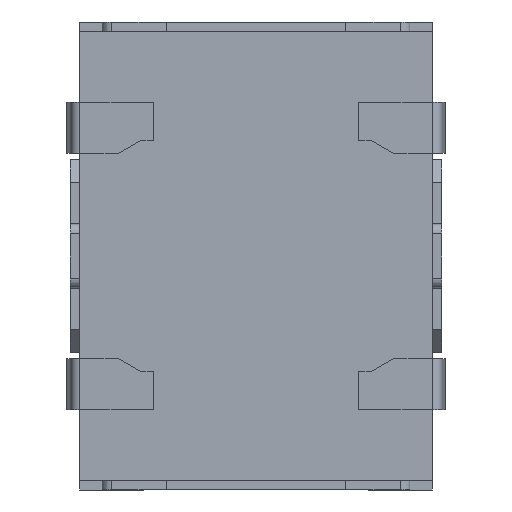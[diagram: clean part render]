
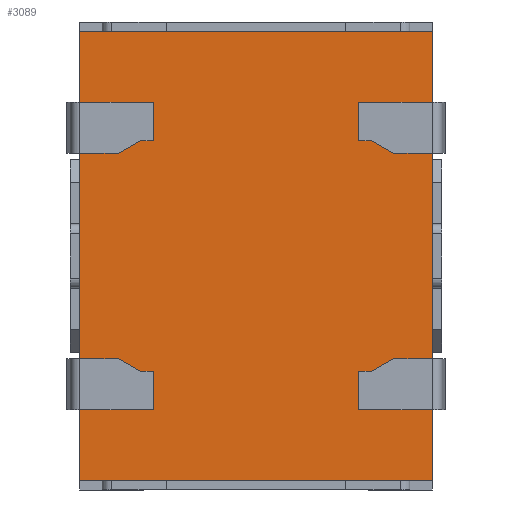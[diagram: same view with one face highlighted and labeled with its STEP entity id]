
A CAD part, front view. The second image highlights one B-rep face of the part: STEP entity #3089.
In plain terms, the highlighted planar face has unit normal (0, -1, 0).
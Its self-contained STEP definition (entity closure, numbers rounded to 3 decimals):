
#41=LINE('',#4434,#445);
#48=LINE('',#4448,#452);
#51=LINE('',#4454,#455);
#55=LINE('',#4462,#459);
#59=LINE('',#4469,#463);
#66=LINE('',#4483,#470);
#70=LINE('',#4490,#474);
#77=LINE('',#4502,#481);
#81=LINE('',#4511,#485);
#82=LINE('',#4512,#486);
#83=LINE('',#4514,#487);
#84=LINE('',#4516,#488);
#85=LINE('',#4518,#489);
#86=LINE('',#4520,#490);
#87=LINE('',#4521,#491);
#88=LINE('',#4523,#492);
#89=LINE('',#4525,#493);
#90=LINE('',#4527,#494);
#91=LINE('',#4529,#495);
#92=LINE('',#4530,#496);
#93=LINE('',#4532,#497);
#94=LINE('',#4534,#498);
#95=LINE('',#4536,#499);
#96=LINE('',#4538,#500);
#97=LINE('',#4539,#501);
#98=LINE('',#4541,#502);
#99=LINE('',#4543,#503);
#100=LINE('',#4544,#504);
#445=VECTOR('',#3555,1000.);
#452=VECTOR('',#3564,1000.);
#455=VECTOR('',#3569,1000.);
#459=VECTOR('',#3573,1000.);
#463=VECTOR('',#3577,1000.);
#470=VECTOR('',#3586,1000.);
#474=VECTOR('',#3590,1000.);
#481=VECTOR('',#3597,1000.);
#485=VECTOR('',#3603,1000.);
#486=VECTOR('',#3604,1000.);
#487=VECTOR('',#3605,1000.);
#488=VECTOR('',#3606,1000.);
#489=VECTOR('',#3607,1000.);
#490=VECTOR('',#3608,1000.);
#491=VECTOR('',#3609,1000.);
#492=VECTOR('',#3610,1000.);
#493=VECTOR('',#3611,1000.);
#494=VECTOR('',#3612,1000.);
#495=VECTOR('',#3613,1000.);
#496=VECTOR('',#3614,1000.);
#497=VECTOR('',#3615,1000.);
#498=VECTOR('',#3616,1000.);
#499=VECTOR('',#3617,1000.);
#500=VECTOR('',#3618,1000.);
#501=VECTOR('',#3619,1000.);
#502=VECTOR('',#3620,1000.);
#503=VECTOR('',#3621,1000.);
#504=VECTOR('',#3622,1000.);
#842=PLANE('',#3307);
#1021=FACE_OUTER_BOUND('',#1213,.T.);
#1213=EDGE_LOOP('',(#2234,#2235,#2236,#2237,#2238,#2239,#2240,#2241,#2242,
#2243,#2244,#2245,#2246,#2247,#2248,#2249,#2250,#2251,#2252,#2253,#2254,
#2255,#2256,#2257,#2258,#2259,#2260,#2261));
#1460=VERTEX_POINT('',#4431);
#1461=VERTEX_POINT('',#4433);
#1466=VERTEX_POINT('',#4445);
#1467=VERTEX_POINT('',#4447);
#1469=VERTEX_POINT('',#4453);
#1472=VERTEX_POINT('',#4459);
#1473=VERTEX_POINT('',#4461);
#1476=VERTEX_POINT('',#4467);
#1481=VERTEX_POINT('',#4481);
#1482=VERTEX_POINT('',#4482);
#1485=VERTEX_POINT('',#4488);
#1490=VERTEX_POINT('',#4501);
#1493=VERTEX_POINT('',#4509);
#1494=VERTEX_POINT('',#4510);
#1495=VERTEX_POINT('',#4513);
#1496=VERTEX_POINT('',#4515);
#1497=VERTEX_POINT('',#4517);
#1498=VERTEX_POINT('',#4519);
#1499=VERTEX_POINT('',#4522);
#1500=VERTEX_POINT('',#4524);
#1501=VERTEX_POINT('',#4526);
#1502=VERTEX_POINT('',#4528);
#1503=VERTEX_POINT('',#4531);
#1504=VERTEX_POINT('',#4533);
#1505=VERTEX_POINT('',#4535);
#1506=VERTEX_POINT('',#4537);
#1507=VERTEX_POINT('',#4540);
#1508=VERTEX_POINT('',#4542);
#1739=EDGE_CURVE('',#1460,#1461,#41,.T.);
#1746=EDGE_CURVE('',#1466,#1467,#48,.T.);
#1749=EDGE_CURVE('',#1461,#1469,#51,.T.);
#1753=EDGE_CURVE('',#1472,#1473,#55,.T.);
#1757=EDGE_CURVE('',#1476,#1466,#59,.T.);
#1764=EDGE_CURVE('',#1481,#1482,#66,.T.);
#1768=EDGE_CURVE('',#1485,#1460,#70,.T.);
#1775=EDGE_CURVE('',#1467,#1490,#77,.T.);
#1779=EDGE_CURVE('',#1493,#1494,#81,.T.);
#1780=EDGE_CURVE('',#1493,#1469,#82,.T.);
#1781=EDGE_CURVE('',#1495,#1485,#83,.T.);
#1782=EDGE_CURVE('',#1496,#1495,#84,.T.);
#1783=EDGE_CURVE('',#1497,#1496,#85,.T.);
#1784=EDGE_CURVE('',#1498,#1497,#86,.T.);
#1785=EDGE_CURVE('',#1498,#1482,#87,.T.);
#1786=EDGE_CURVE('',#1499,#1481,#88,.T.);
#1787=EDGE_CURVE('',#1500,#1499,#89,.T.);
#1788=EDGE_CURVE('',#1501,#1500,#90,.T.);
#1789=EDGE_CURVE('',#1502,#1501,#91,.T.);
#1790=EDGE_CURVE('',#1502,#1490,#92,.T.);
#1791=EDGE_CURVE('',#1503,#1476,#93,.T.);
#1792=EDGE_CURVE('',#1504,#1503,#94,.T.);
#1793=EDGE_CURVE('',#1505,#1504,#95,.T.);
#1794=EDGE_CURVE('',#1506,#1505,#96,.T.);
#1795=EDGE_CURVE('',#1506,#1473,#97,.T.);
#1796=EDGE_CURVE('',#1507,#1472,#98,.T.);
#1797=EDGE_CURVE('',#1508,#1507,#99,.T.);
#1798=EDGE_CURVE('',#1494,#1508,#100,.T.);
#2234=ORIENTED_EDGE('',*,*,#1779,.F.);
#2235=ORIENTED_EDGE('',*,*,#1780,.T.);
#2236=ORIENTED_EDGE('',*,*,#1749,.F.);
#2237=ORIENTED_EDGE('',*,*,#1739,.F.);
#2238=ORIENTED_EDGE('',*,*,#1768,.F.);
#2239=ORIENTED_EDGE('',*,*,#1781,.F.);
#2240=ORIENTED_EDGE('',*,*,#1782,.F.);
#2241=ORIENTED_EDGE('',*,*,#1783,.F.);
#2242=ORIENTED_EDGE('',*,*,#1784,.F.);
#2243=ORIENTED_EDGE('',*,*,#1785,.T.);
#2244=ORIENTED_EDGE('',*,*,#1764,.F.);
#2245=ORIENTED_EDGE('',*,*,#1786,.F.);
#2246=ORIENTED_EDGE('',*,*,#1787,.F.);
#2247=ORIENTED_EDGE('',*,*,#1788,.F.);
#2248=ORIENTED_EDGE('',*,*,#1789,.F.);
#2249=ORIENTED_EDGE('',*,*,#1790,.T.);
#2250=ORIENTED_EDGE('',*,*,#1775,.F.);
#2251=ORIENTED_EDGE('',*,*,#1746,.F.);
#2252=ORIENTED_EDGE('',*,*,#1757,.F.);
#2253=ORIENTED_EDGE('',*,*,#1791,.F.);
#2254=ORIENTED_EDGE('',*,*,#1792,.F.);
#2255=ORIENTED_EDGE('',*,*,#1793,.F.);
#2256=ORIENTED_EDGE('',*,*,#1794,.F.);
#2257=ORIENTED_EDGE('',*,*,#1795,.T.);
#2258=ORIENTED_EDGE('',*,*,#1753,.F.);
#2259=ORIENTED_EDGE('',*,*,#1796,.F.);
#2260=ORIENTED_EDGE('',*,*,#1797,.F.);
#2261=ORIENTED_EDGE('',*,*,#1798,.F.);
#3089=ADVANCED_FACE('',(#1021),#842,.F.);
#3307=AXIS2_PLACEMENT_3D('',#4508,#3601,#3602);
#3555=DIRECTION('',(-1.,0.,0.));
#3564=DIRECTION('',(1.,0.,0.));
#3569=DIRECTION('',(0.,0.,1.));
#3573=DIRECTION('',(0.,0.,1.));
#3577=DIRECTION('',(0.,0.,1.));
#3586=DIRECTION('',(0.,0.,-1.));
#3590=DIRECTION('',(0.,0.,-1.));
#3597=DIRECTION('',(0.,0.,-1.));
#3601=DIRECTION('center_axis',(0.,1.,0.));
#3602=DIRECTION('ref_axis',(0.,0.,1.));
#3603=DIRECTION('',(0.,0.,1.));
#3604=DIRECTION('',(-1.,0.,0.));
#3605=DIRECTION('',(1.,0.,0.));
#3606=DIRECTION('',(0.,0.,-1.));
#3607=DIRECTION('',(-1.,0.,0.));
#3608=DIRECTION('',(-0.868,0.,-0.496));
#3609=DIRECTION('',(1.,0.,0.));
#3610=DIRECTION('',(1.,0.,0.));
#3611=DIRECTION('',(0.868,0.,-0.496));
#3612=DIRECTION('',(1.,0.,0.));
#3613=DIRECTION('',(0.,0.,-1.));
#3614=DIRECTION('',(1.,0.,0.));
#3615=DIRECTION('',(-1.,0.,0.));
#3616=DIRECTION('',(0.,0.,1.));
#3617=DIRECTION('',(1.,0.,0.));
#3618=DIRECTION('',(0.868,0.,0.496));
#3619=DIRECTION('',(-1.,0.,0.));
#3620=DIRECTION('',(-1.,0.,0.));
#3621=DIRECTION('',(-0.868,0.,0.496));
#3622=DIRECTION('',(-1.,0.,0.));
#4431=CARTESIAN_POINT('',(1.375,0.,-1.75));
#4433=CARTESIAN_POINT('',(-1.375,0.,-1.75));
#4434=CARTESIAN_POINT('',(0.875,0.,-1.75));
#4445=CARTESIAN_POINT('',(-1.375,0.,1.75));
#4447=CARTESIAN_POINT('',(1.375,0.,1.75));
#4448=CARTESIAN_POINT('',(-0.875,0.,1.75));
#4453=CARTESIAN_POINT('',(-1.375,0.,-1.2));
#4454=CARTESIAN_POINT('',(-1.375,0.,1.75));
#4459=CARTESIAN_POINT('',(-1.375,0.,-0.8));
#4461=CARTESIAN_POINT('',(-1.375,0.,0.8));
#4462=CARTESIAN_POINT('',(-1.375,0.,1.75));
#4467=CARTESIAN_POINT('',(-1.375,0.,1.2));
#4469=CARTESIAN_POINT('',(-1.375,0.,1.75));
#4481=CARTESIAN_POINT('',(1.375,0.,0.8));
#4482=CARTESIAN_POINT('',(1.375,0.,-0.8));
#4483=CARTESIAN_POINT('',(1.375,0.,0.75));
#4488=CARTESIAN_POINT('',(1.375,0.,-1.2));
#4490=CARTESIAN_POINT('',(1.375,0.,0.75));
#4501=CARTESIAN_POINT('',(1.375,0.,1.2));
#4502=CARTESIAN_POINT('',(1.375,0.,0.75));
#4508=CARTESIAN_POINT('Origin',(0.,0.,0.));
#4509=CARTESIAN_POINT('',(-0.8,0.,-1.2));
#4510=CARTESIAN_POINT('',(-0.8,0.,-0.9));
#4511=CARTESIAN_POINT('',(-0.8,0.,-0.9));
#4512=CARTESIAN_POINT('',(0.,0.,-1.2));
#4513=CARTESIAN_POINT('',(0.8,0.,-1.2));
#4514=CARTESIAN_POINT('',(0.8,0.,-1.2));
#4515=CARTESIAN_POINT('',(0.8,0.,-0.9));
#4516=CARTESIAN_POINT('',(0.8,0.,-0.9));
#4517=CARTESIAN_POINT('',(0.9,0.,-0.9));
#4518=CARTESIAN_POINT('',(0.9,0.,-0.9));
#4519=CARTESIAN_POINT('',(1.075,0.,-0.8));
#4520=CARTESIAN_POINT('',(1.075,0.,-0.8));
#4521=CARTESIAN_POINT('',(0.,0.,-0.8));
#4522=CARTESIAN_POINT('',(1.075,0.,0.8));
#4523=CARTESIAN_POINT('',(1.45,0.,0.8));
#4524=CARTESIAN_POINT('',(0.9,0.,0.9));
#4525=CARTESIAN_POINT('',(1.075,0.,0.8));
#4526=CARTESIAN_POINT('',(0.8,0.,0.9));
#4527=CARTESIAN_POINT('',(0.9,0.,0.9));
#4528=CARTESIAN_POINT('',(0.8,0.,1.2));
#4529=CARTESIAN_POINT('',(0.8,0.,0.9));
#4530=CARTESIAN_POINT('',(0.,0.,1.2));
#4531=CARTESIAN_POINT('',(-0.8,0.,1.2));
#4532=CARTESIAN_POINT('',(-0.8,0.,1.2));
#4533=CARTESIAN_POINT('',(-0.8,0.,0.9));
#4534=CARTESIAN_POINT('',(-0.8,0.,0.9));
#4535=CARTESIAN_POINT('',(-0.9,0.,0.9));
#4536=CARTESIAN_POINT('',(-0.9,0.,0.9));
#4537=CARTESIAN_POINT('',(-1.075,0.,0.8));
#4538=CARTESIAN_POINT('',(-1.075,0.,0.8));
#4539=CARTESIAN_POINT('',(0.,0.,0.8));
#4540=CARTESIAN_POINT('',(-1.075,0.,-0.8));
#4541=CARTESIAN_POINT('',(-1.45,0.,-0.8));
#4542=CARTESIAN_POINT('',(-0.9,0.,-0.9));
#4543=CARTESIAN_POINT('',(-1.075,0.,-0.8));
#4544=CARTESIAN_POINT('',(-0.9,0.,-0.9));
